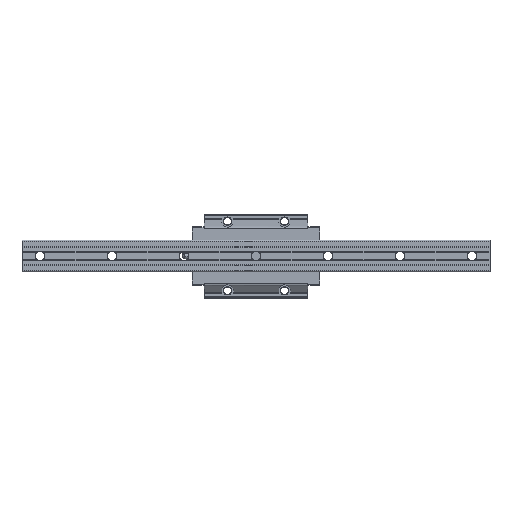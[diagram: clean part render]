
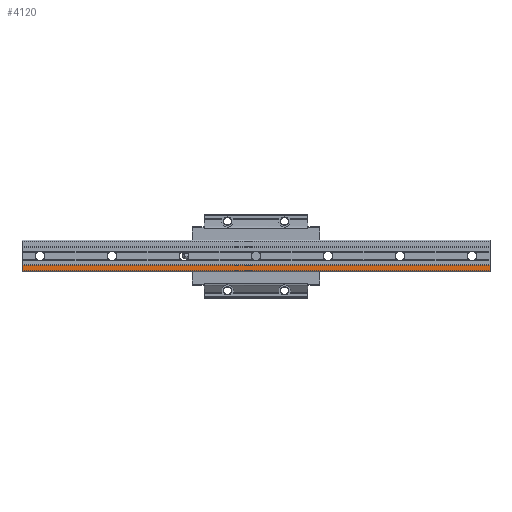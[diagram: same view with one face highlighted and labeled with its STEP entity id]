
A CAD part, front view. The second image highlights one B-rep face of the part: STEP entity #4120.
In plain terms, the highlighted planar face has unit normal (0, -1, 0).
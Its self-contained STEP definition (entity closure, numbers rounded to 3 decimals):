
#2346 = EDGE_CURVE( '', #4476, #3238, #6018, .T. );
#3152 = VERTEX_POINT( '', #6905 );
#3238 = VERTEX_POINT( '', #7000 );
#3686 = EDGE_CURVE( '', #3152, #4252, #7491, .T. );
#4120 = ADVANCED_FACE( '', ( #7958 ), #7959, .T. );
#4252 = VERTEX_POINT( '', #8099 );
#4476 = VERTEX_POINT( '', #8345 );
#5086 = EDGE_CURVE( '', #4476, #3152, #9004, .T. );
#5398 = EDGE_CURVE( '', #4252, #3238, #9356, .T. );
#6018 = LINE( '', #10361, #10362 );
#6905 = CARTESIAN_POINT( '', ( -30., 0., -24.5 ) );
#7000 = CARTESIAN_POINT( '', ( 750., 0., -15.5 ) );
#7491 = LINE( '', #12725, #12726 );
#7958 = FACE_OUTER_BOUND( '', #13439, .T. );
#7959 = PLANE( '', #13440 );
#8099 = CARTESIAN_POINT( '', ( 750., 0., -24.5 ) );
#8345 = CARTESIAN_POINT( '', ( -30., 0., -15.5 ) );
#9004 = LINE( '', #15088, #15089 );
#9356 = LINE( '', #15631, #15632 );
#10361 = CARTESIAN_POINT( '', ( -30., 0., -15.5 ) );
#10362 = VECTOR( '', #16425, 1. );
#12725 = CARTESIAN_POINT( '', ( -30., 0., -24.5 ) );
#12726 = VECTOR( '', #18130, 1. );
#13439 = EDGE_LOOP( '', ( #18654, #18655, #18656, #18657 ) );
#13440 = AXIS2_PLACEMENT_3D( '', #18658, #18659, #18660 );
#15088 = CARTESIAN_POINT( '', ( -30., 0., -15.5 ) );
#15089 = VECTOR( '', #19788, 1. );
#15631 = CARTESIAN_POINT( '', ( 750., 0., -15.5 ) );
#15632 = VECTOR( '', #20217, 1. );
#16425 = DIRECTION( '', ( 1., 0., 0. ) );
#18130 = DIRECTION( '', ( 1., 0., 0. ) );
#18654 = ORIENTED_EDGE( '', *, *, #5398, .T. );
#18655 = ORIENTED_EDGE( '', *, *, #2346, .F. );
#18656 = ORIENTED_EDGE( '', *, *, #5086, .T. );
#18657 = ORIENTED_EDGE( '', *, *, #3686, .T. );
#18658 = CARTESIAN_POINT( '', ( -30., 0., -24.5 ) );
#18659 = DIRECTION( '', ( 0., -1., 0. ) );
#18660 = DIRECTION( '', ( 0., 0., -1. ) );
#19788 = DIRECTION( '', ( 0., 0., -1. ) );
#20217 = DIRECTION( '', ( 0., 0., 1. ) );
